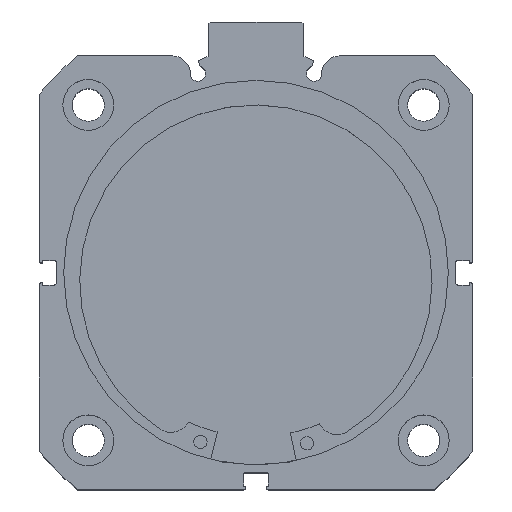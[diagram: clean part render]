
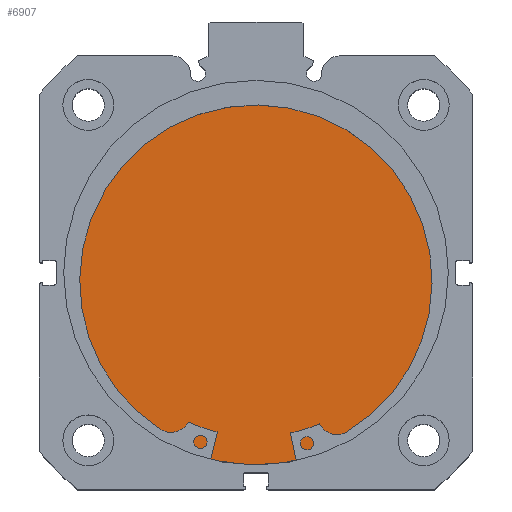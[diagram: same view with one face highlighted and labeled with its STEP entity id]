
A CAD part, top view. The second image highlights one B-rep face of the part: STEP entity #6907.
In plain terms, the highlighted face is planar.
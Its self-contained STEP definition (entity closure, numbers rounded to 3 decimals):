
#14 = EDGE_CURVE ( 'NONE', #6419, #5225, #4193, .T. ) ;
#112 = EDGE_CURVE ( 'NONE', #5225, #6419, #4330, .T. ) ;
#1016 = FACE_OUTER_BOUND ( 'NONE', #2874, .T. ) ;
#2446 = PLANE ( 'NONE',  #4916 ) ;
#2457 = CARTESIAN_POINT ( 'NONE',  ( 13., 51., 0. ) ) ;
#2479 = DIRECTION ( 'NONE',  ( -1., 0., 0. ) ) ;
#2480 = DIRECTION ( 'NONE',  ( 0., 0., 1. ) ) ;
#2874 = EDGE_LOOP ( 'NONE', ( #3286, #3289 ) ) ;
#3286 = ORIENTED_EDGE ( 'NONE', *, *, #14, .F. ) ;
#3289 = ORIENTED_EDGE ( 'NONE', *, *, #112, .F. ) ;
#4193 = CIRCLE ( 'NONE', #4508, 51. ) ;
#4330 = CIRCLE ( 'NONE', #4554, 51. ) ;
#4508 = AXIS2_PLACEMENT_3D ( 'NONE', #5288, #5289, #5290 ) ;
#4554 = AXIS2_PLACEMENT_3D ( 'NONE', #5546, #5554, #5555 ) ;
#4916 = AXIS2_PLACEMENT_3D ( 'NONE', #2457, #2479, #2480 ) ;
#5225 = VERTEX_POINT ( 'NONE', #6045 ) ;
#5288 = CARTESIAN_POINT ( 'NONE',  ( 13., 0., 0. ) ) ;
#5289 = DIRECTION ( 'NONE',  ( -1., 0., 0. ) ) ;
#5290 = DIRECTION ( 'NONE',  ( 0., 0., 1. ) ) ;
#5546 = CARTESIAN_POINT ( 'NONE',  ( 13., 0., 0. ) ) ;
#5554 = DIRECTION ( 'NONE',  ( -1., 0., 0. ) ) ;
#5555 = DIRECTION ( 'NONE',  ( 0., 0., 1. ) ) ;
#6045 = CARTESIAN_POINT ( 'NONE',  ( 13., 0., -51. ) ) ;
#6126 = CARTESIAN_POINT ( 'NONE',  ( 13., 0., 51. ) ) ;
#6419 = VERTEX_POINT ( 'NONE', #6126 ) ;
#6907 = ADVANCED_FACE ( 'NONE', ( #1016 ), #2446, .F. ) ;
